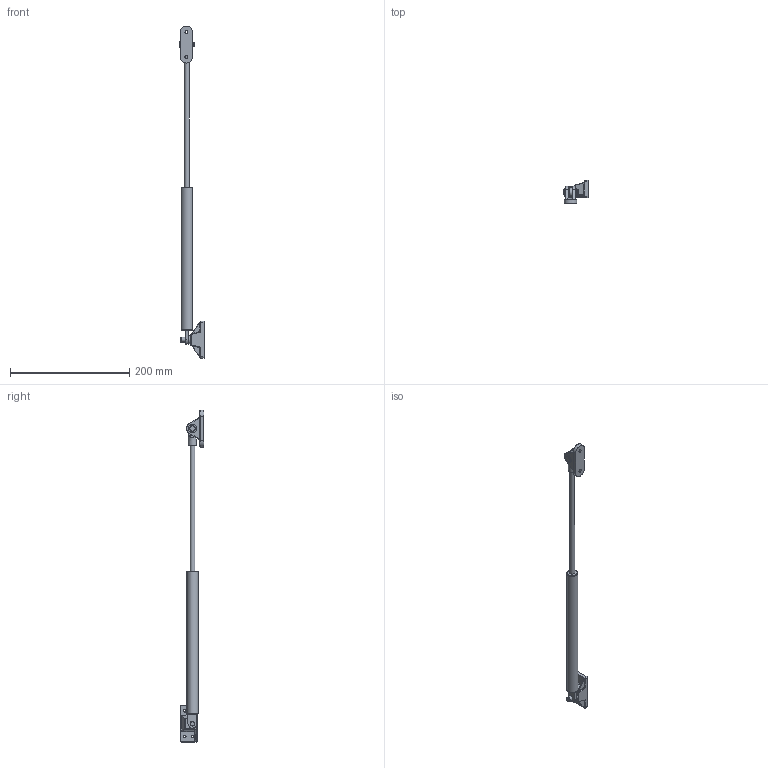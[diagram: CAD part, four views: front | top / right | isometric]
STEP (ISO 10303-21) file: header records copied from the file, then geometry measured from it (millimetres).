
FILE_DESCRIPTION(/* description */ (''),/* implementation_level */ '2;1');
FILE_NAME(/* name */ '700014.stp',/* time_stamp */ '2013-12-08T11:49:35+01:00',/* author */ ('PC'),/* organization */ (''),/* preprocessor_version */ 'ST-DEVELOPER v15.2',/* originating_system */ 'Autodesk Inventor 2014',/* authorisation */ '');
FILE_SCHEMA (('AUTOMOTIVE_DESIGN { 1 0 10303 214 3 1 1 }'));
Length unit declared in the file: millimetre
Products named in the file (6): 700014-2; 700014-1; 700100; 700101; 700014-3; 700014
Bounding box: 40.3 x 39.5 x 556.12 mm (x, y, z)
Volume: 100432 mm3; surface area: 47201.8 mm2
Topology: 7 solids, 7 shells, 307 faces, 750 edges, 461 vertices
Faces by surface type: plane 129, cylinder 114, bspline 28, torus 19, sphere 9, cone 8
Full cylindrical faces by diameter (mm): 4.5 x4, 5 x2, 6.8 x2, 8 x16, 10 x5, 13.5 x2, 14 x2, 18.7 x1
Entity records: 9723 total; most frequent: CARTESIAN_POINT 2256, DIRECTION 1548, ORIENTED_EDGE 1366, EDGE_CURVE 683, AXIS2_PLACEMENT_3D 607, VERTEX_POINT 449, EDGE_LOOP 388, LINE 334
